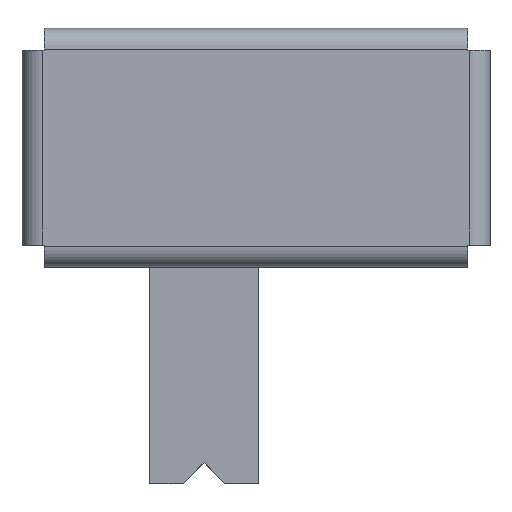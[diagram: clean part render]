
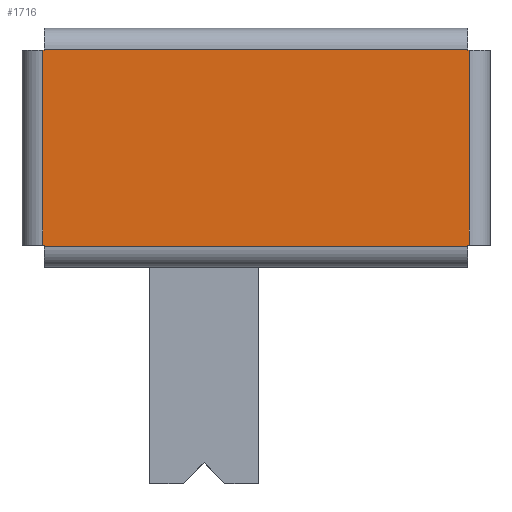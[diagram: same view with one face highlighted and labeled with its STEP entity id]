
A CAD part, top view. The second image highlights one B-rep face of the part: STEP entity #1716.
In plain terms, the highlighted planar face has unit normal (0, 0, 1).
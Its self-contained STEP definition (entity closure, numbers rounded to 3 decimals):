
#1716 = ADVANCED_FACE('',(#1717),#1815,.F.);
#1717 = FACE_BOUND('',#1718,.T.);
#1718 = EDGE_LOOP('',(#1719,#1729,#1737,#1745,#1753,#1761,#1769,#1777,
    #1785,#1793,#1801,#1809));
#1719 = ORIENTED_EDGE('',*,*,#1720,.F.);
#1720 = EDGE_CURVE('',#1721,#1723,#1725,.T.);
#1721 = VERTEX_POINT('',#1722);
#1722 = CARTESIAN_POINT('',(-1.894,-1.812,4.708));
#1723 = VERTEX_POINT('',#1724);
#1724 = CARTESIAN_POINT('',(-1.894,-1.787,4.708));
#1725 = LINE('',#1726,#1727);
#1726 = CARTESIAN_POINT('',(-1.894,-2.193,4.708));
#1727 = VECTOR('',#1728,1.);
#1728 = DIRECTION('',(0.,1.,0.));
#1729 = ORIENTED_EDGE('',*,*,#1730,.T.);
#1730 = EDGE_CURVE('',#1721,#1731,#1733,.T.);
#1731 = VERTEX_POINT('',#1732);
#1732 = CARTESIAN_POINT('',(5.904,-1.812,4.708));
#1733 = LINE('',#1734,#1735);
#1734 = CARTESIAN_POINT('',(5.904,-1.812,4.708));
#1735 = VECTOR('',#1736,1.);
#1736 = DIRECTION('',(1.,0.,0.));
#1737 = ORIENTED_EDGE('',*,*,#1738,.F.);
#1738 = EDGE_CURVE('',#1739,#1731,#1741,.T.);
#1739 = VERTEX_POINT('',#1740);
#1740 = CARTESIAN_POINT('',(5.904,-1.787,4.708));
#1741 = LINE('',#1742,#1743);
#1742 = CARTESIAN_POINT('',(5.904,-2.193,4.708));
#1743 = VECTOR('',#1744,1.);
#1744 = DIRECTION('',(0.,-1.,0.));
#1745 = ORIENTED_EDGE('',*,*,#1746,.F.);
#1746 = EDGE_CURVE('',#1747,#1739,#1749,.T.);
#1747 = VERTEX_POINT('',#1748);
#1748 = CARTESIAN_POINT('',(5.93,-1.787,4.708));
#1749 = LINE('',#1750,#1751);
#1750 = CARTESIAN_POINT('',(6.311,-1.787,4.708));
#1751 = VECTOR('',#1752,1.);
#1752 = DIRECTION('',(-1.,0.,0.));
#1753 = ORIENTED_EDGE('',*,*,#1754,.T.);
#1754 = EDGE_CURVE('',#1747,#1755,#1757,.T.);
#1755 = VERTEX_POINT('',#1756);
#1756 = CARTESIAN_POINT('',(5.93,1.794,4.708));
#1757 = LINE('',#1758,#1759);
#1758 = CARTESIAN_POINT('',(5.93,1.794,4.708));
#1759 = VECTOR('',#1760,1.);
#1760 = DIRECTION('',(0.,1.,0.));
#1761 = ORIENTED_EDGE('',*,*,#1762,.F.);
#1762 = EDGE_CURVE('',#1763,#1755,#1765,.T.);
#1763 = VERTEX_POINT('',#1764);
#1764 = CARTESIAN_POINT('',(5.904,1.794,4.708));
#1765 = LINE('',#1766,#1767);
#1766 = CARTESIAN_POINT('',(6.311,1.794,4.708));
#1767 = VECTOR('',#1768,1.);
#1768 = DIRECTION('',(1.,0.,0.));
#1769 = ORIENTED_EDGE('',*,*,#1770,.F.);
#1770 = EDGE_CURVE('',#1771,#1763,#1773,.T.);
#1771 = VERTEX_POINT('',#1772);
#1772 = CARTESIAN_POINT('',(5.904,1.82,4.708));
#1773 = LINE('',#1774,#1775);
#1774 = CARTESIAN_POINT('',(5.904,1.794,4.708));
#1775 = VECTOR('',#1776,1.);
#1776 = DIRECTION('',(0.,-1.,0.));
#1777 = ORIENTED_EDGE('',*,*,#1778,.T.);
#1778 = EDGE_CURVE('',#1771,#1779,#1781,.T.);
#1779 = VERTEX_POINT('',#1780);
#1780 = CARTESIAN_POINT('',(-1.894,1.82,4.708));
#1781 = LINE('',#1782,#1783);
#1782 = CARTESIAN_POINT('',(-1.894,1.82,4.708));
#1783 = VECTOR('',#1784,1.);
#1784 = DIRECTION('',(-1.,0.,0.));
#1785 = ORIENTED_EDGE('',*,*,#1786,.F.);
#1786 = EDGE_CURVE('',#1787,#1779,#1789,.T.);
#1787 = VERTEX_POINT('',#1788);
#1788 = CARTESIAN_POINT('',(-1.894,1.794,4.708));
#1789 = LINE('',#1790,#1791);
#1790 = CARTESIAN_POINT('',(-1.894,1.794,4.708));
#1791 = VECTOR('',#1792,1.);
#1792 = DIRECTION('',(0.,1.,0.));
#1793 = ORIENTED_EDGE('',*,*,#1794,.F.);
#1794 = EDGE_CURVE('',#1795,#1787,#1797,.T.);
#1795 = VERTEX_POINT('',#1796);
#1796 = CARTESIAN_POINT('',(-1.919,1.794,4.708));
#1797 = LINE('',#1798,#1799);
#1798 = CARTESIAN_POINT('',(-1.894,1.794,4.708));
#1799 = VECTOR('',#1800,1.);
#1800 = DIRECTION('',(1.,0.,0.));
#1801 = ORIENTED_EDGE('',*,*,#1802,.T.);
#1802 = EDGE_CURVE('',#1795,#1803,#1805,.T.);
#1803 = VERTEX_POINT('',#1804);
#1804 = CARTESIAN_POINT('',(-1.919,-1.787,4.708));
#1805 = LINE('',#1806,#1807);
#1806 = CARTESIAN_POINT('',(-1.919,-1.787,4.708));
#1807 = VECTOR('',#1808,1.);
#1808 = DIRECTION('',(0.,-1.,0.));
#1809 = ORIENTED_EDGE('',*,*,#1810,.F.);
#1810 = EDGE_CURVE('',#1723,#1803,#1811,.T.);
#1811 = LINE('',#1812,#1813);
#1812 = CARTESIAN_POINT('',(-1.894,-1.787,4.708));
#1813 = VECTOR('',#1814,1.);
#1814 = DIRECTION('',(-1.,0.,0.));
#1815 = PLANE('',#1816);
#1816 = AXIS2_PLACEMENT_3D('',#1817,#1818,#1819);
#1817 = CARTESIAN_POINT('',(-2.3,2.201,4.708));
#1818 = DIRECTION('',(0.,0.,-1.));
#1819 = DIRECTION('',(0.,1.,0.));
